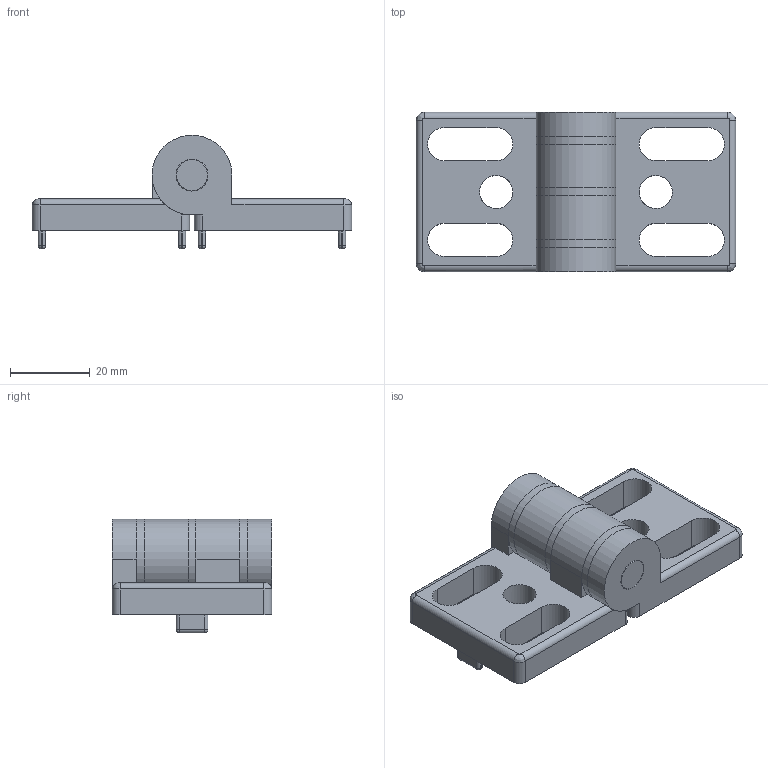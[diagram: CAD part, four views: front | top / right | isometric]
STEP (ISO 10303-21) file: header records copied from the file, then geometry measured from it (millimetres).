
FILE_DESCRIPTION(/* description */ (''),/* implementation_level */ '2;1');
FILE_NAME(/* name */ '614040.1.stp',/* time_stamp */ '2014-03-15T10:47:12+01:00',/* author */ ('jank'),/* organization */ ('Alutec K&K'),/* preprocessor_version */ 'ST-DEVELOPER v15.2',/* originating_system */ 'Autodesk Inventor 2014',/* authorisation */ '');
FILE_SCHEMA (('AUTOMOTIVE_DESIGN { 1 0 10303 214 3 1 1 }'));
Length unit declared in the file: millimetre
Products named in the file (1): 614040.1
Bounding box: 80 x 40 x 28.5 mm (x, y, z)
Volume: 30339.1 mm3; surface area: 16950.6 mm2
Topology: 6 solids, 6 shells, 157 faces, 377 edges, 220 vertices
Faces by surface type: cylinder 75, plane 60, sphere 16, bspline 4, cone 2
Full cylindrical faces by diameter (mm): 8 x5, 8.3 x2, 8.4 x3, 20 x3
Entity records: 4439 total; most frequent: DIRECTION 804, CARTESIAN_POINT 770, ORIENTED_EDGE 688, EDGE_CURVE 344, AXIS2_PLACEMENT_3D 308, VERTEX_POINT 218, EDGE_LOOP 202, LINE 188
